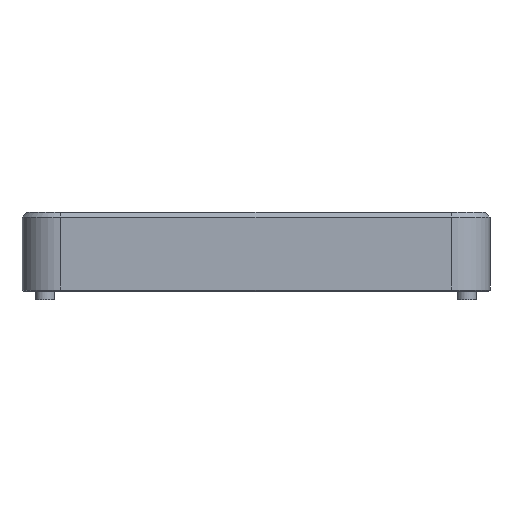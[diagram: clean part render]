
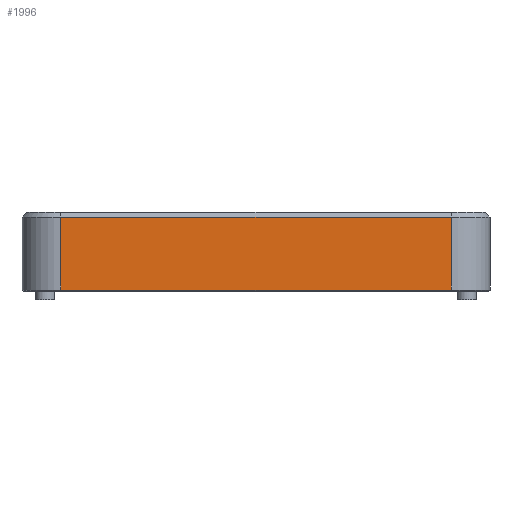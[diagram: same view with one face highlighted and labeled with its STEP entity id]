
A CAD part, left-side view. The second image highlights one B-rep face of the part: STEP entity #1996.
In plain terms, the highlighted planar face has unit normal (-1, 0, 0).
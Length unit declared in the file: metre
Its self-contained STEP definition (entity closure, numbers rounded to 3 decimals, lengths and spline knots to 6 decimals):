
#52=PLANE('',#2190);
#146=LINE('',#3144,#325);
#191=LINE('',#3274,#370);
#192=LINE('',#3276,#371);
#193=LINE('',#3278,#372);
#325=VECTOR('',#2493,1.);
#370=VECTOR('',#2632,1.);
#371=VECTOR('',#2635,1.);
#372=VECTOR('',#2636,1.);
#691=ORIENTED_EDGE('',*,*,#1183,.F.);
#692=ORIENTED_EDGE('',*,*,#1182,.F.);
#693=ORIENTED_EDGE('',*,*,#1116,.F.);
#694=ORIENTED_EDGE('',*,*,#1184,.F.);
#1116=EDGE_CURVE('',#1380,#1383,#146,.T.);
#1182=EDGE_CURVE('',#1383,#1421,#191,.T.);
#1183=EDGE_CURVE('',#1421,#1422,#192,.T.);
#1184=EDGE_CURVE('',#1422,#1380,#193,.T.);
#1380=VERTEX_POINT('',#3135);
#1383=VERTEX_POINT('',#3142);
#1421=VERTEX_POINT('',#3273);
#1422=VERTEX_POINT('',#3277);
#1661=EDGE_LOOP('',(#691,#692,#693,#694));
#1808=FACE_BOUND('',#1661,.T.);
#1996=ADVANCED_FACE('',(#1808),#52,.T.);
#2190=AXIS2_PLACEMENT_3D('',#3275,#2633,#2634);
#2493=DIRECTION('',(0.,-1.,0.));
#2632=DIRECTION('',(0.,0.,-1.));
#2633=DIRECTION('',(-1.,0.,0.));
#2634=DIRECTION('',(0.,-1.,0.));
#2635=DIRECTION('',(0.,1.,0.));
#2636=DIRECTION('',(0.,0.,1.));
#3135=CARTESIAN_POINT('',(-0.0045,-0.003614,-0.000397));
#3142=CARTESIAN_POINT('',(-0.0045,-0.083814,-0.000397));
#3144=CARTESIAN_POINT('',(-0.0045,-0.019664,-0.000397));
#3273=CARTESIAN_POINT('',(-0.0045,-0.083814,-0.015397));
#3274=CARTESIAN_POINT('',(-0.0045,-0.083814,-0.018397));
#3275=CARTESIAN_POINT('',(-0.0045,0.004386,-0.018397));
#3276=CARTESIAN_POINT('',(-0.0045,-0.019481,-0.015397));
#3277=CARTESIAN_POINT('',(-0.0045,-0.003614,-0.015397));
#3278=CARTESIAN_POINT('',(-0.0045,-0.003614,-0.018397));
